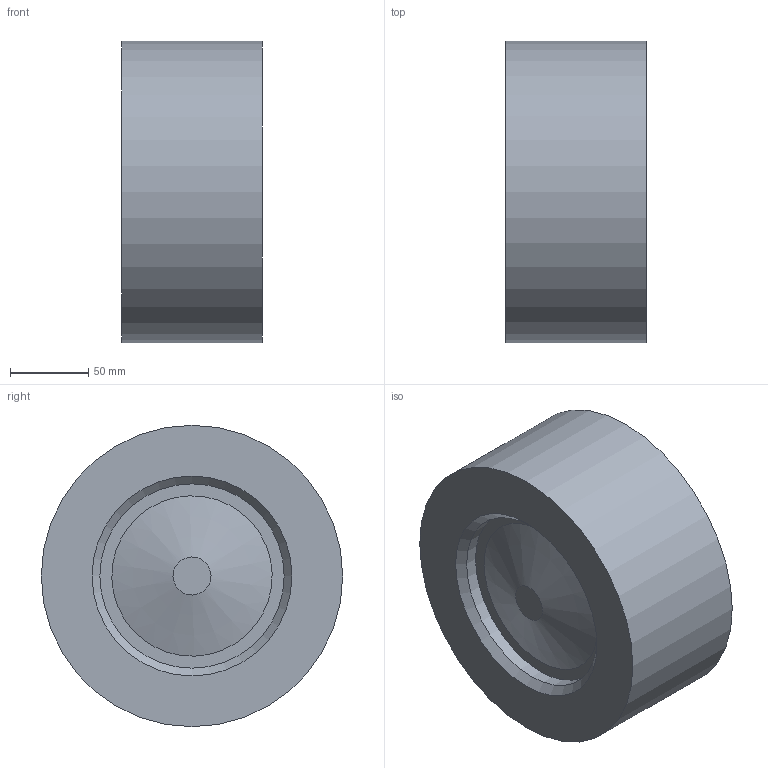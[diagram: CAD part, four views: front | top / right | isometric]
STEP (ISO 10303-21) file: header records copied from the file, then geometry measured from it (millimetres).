
FILE_DESCRIPTION((''),'2;1');
FILE_NAME('98200022.stp','2008-04-08T12:15:15',('frese'),(''),'Autodesk Inventor 2008','Autodesk Inventor 2008','');
FILE_SCHEMA(('AUTOMOTIVE_DESIGN { 1 0 10303 214 1 1 1 1 }'));
Length unit declared in the file: millimetre
Products named in the file (1): 98200022
Bounding box: 90 x 193 x 193 mm (x, y, z)
Volume: 1350264.1 mm3; surface area: 179930.8 mm2
Topology: 1 solids, 1 shells, 33 faces, 78 edges, 49 vertices
Faces by surface type: plane 14, cone 10, cylinder 9
Full cylindrical faces by diameter (mm): 20 x1, 36 x1, 118 x1, 131 x1, 142 x2, 148 x1, 156.358 x1, 193 x1
Entity records: 919 total; most frequent: DIRECTION 154, CARTESIAN_POINT 152, ORIENTED_EDGE 116, AXIS2_PLACEMENT_3D 70, EDGE_CURVE 58, EDGE_LOOP 58, VERTEX_POINT 44, CIRCLE 36
